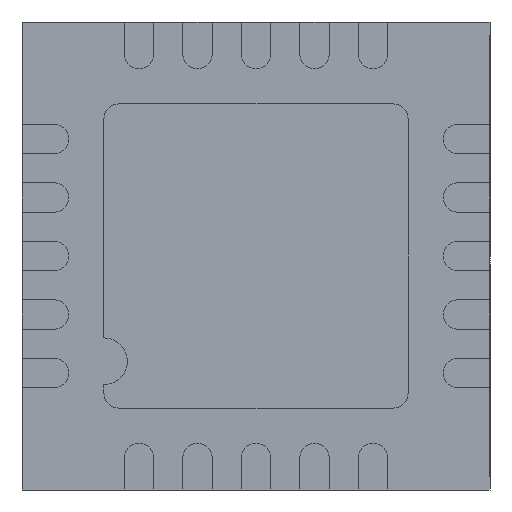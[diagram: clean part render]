
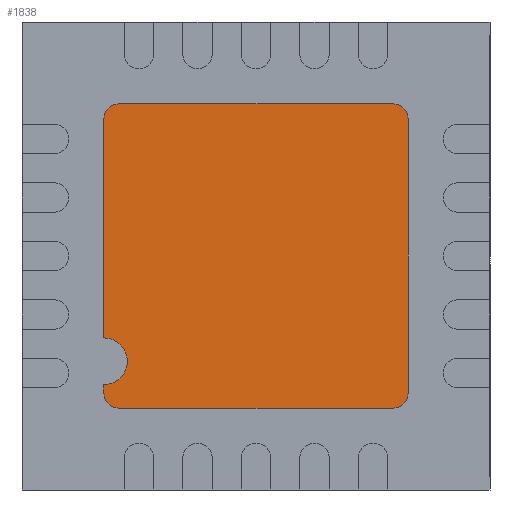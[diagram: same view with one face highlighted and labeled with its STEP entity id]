
A CAD part, front view. The second image highlights one B-rep face of the part: STEP entity #1838.
In plain terms, the highlighted planar face has unit normal (0, -1, 0).
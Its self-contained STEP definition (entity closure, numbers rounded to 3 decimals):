
#62 = ORIENTED_EDGE ( 'NONE', *, *, #5817, .T. ) ;
#276 = CARTESIAN_POINT ( 'NONE',  ( -1.175, 0., 1.3 ) ) ;
#311 = AXIS2_PLACEMENT_3D ( 'NONE', #867, #4427, #6746 ) ;
#322 = EDGE_CURVE ( 'NONE', #1046, #1350, #4871, .T. ) ;
#349 = CARTESIAN_POINT ( 'NONE',  ( -1.175, 0., 1.175 ) ) ;
#381 = CIRCLE ( 'NONE', #4564, 0.125 ) ;
#530 = CARTESIAN_POINT ( 'NONE',  ( -1.175, 0., -1.3 ) ) ;
#546 = ORIENTED_EDGE ( 'NONE', *, *, #7453, .T. ) ;
#562 = DIRECTION ( 'NONE',  ( 1., 0., 0. ) ) ;
#643 = EDGE_CURVE ( 'NONE', #5506, #5535, #6934, .T. ) ;
#650 = DIRECTION ( 'NONE',  ( 0., 0., -1. ) ) ;
#673 = AXIS2_PLACEMENT_3D ( 'NONE', #1167, #5161, #7474 ) ;
#837 = DIRECTION ( 'NONE',  ( 0., -1., 0. ) ) ;
#867 = CARTESIAN_POINT ( 'NONE',  ( -1.175, 0., -1.175 ) ) ;
#870 = EDGE_CURVE ( 'NONE', #4929, #5506, #1147, .T. ) ;
#873 = DIRECTION ( 'NONE',  ( 0., -1., 0. ) ) ;
#919 = LINE ( 'NONE', #7100, #7417 ) ;
#992 = PLANE ( 'NONE',  #3437 ) ;
#1046 = VERTEX_POINT ( 'NONE', #2733 ) ;
#1054 = VECTOR ( 'NONE', #4069, 1000. ) ;
#1101 = VECTOR ( 'NONE', #7389, 1000. ) ;
#1147 = CIRCLE ( 'NONE', #311, 0.125 ) ;
#1167 = CARTESIAN_POINT ( 'NONE',  ( 1.175, 0., -1.175 ) ) ;
#1350 = VERTEX_POINT ( 'NONE', #6138 ) ;
#1400 = VERTEX_POINT ( 'NONE', #3785 ) ;
#1430 = CARTESIAN_POINT ( 'NONE',  ( 1.175, 0., 1.3 ) ) ;
#1551 = CIRCLE ( 'NONE', #3821, 0.2 ) ;
#1767 = CARTESIAN_POINT ( 'NONE',  ( 1.175, 0., -1.3 ) ) ;
#1838 = ADVANCED_FACE ( 'NONE', ( #3281 ), #992, .T. ) ;
#1887 = DIRECTION ( 'NONE',  ( 0., 0., -1. ) ) ;
#1942 = EDGE_CURVE ( 'NONE', #5535, #3524, #3917, .T. ) ;
#2257 = DIRECTION ( 'NONE',  ( 0., 0., -1. ) ) ;
#2601 = EDGE_CURVE ( 'NONE', #2685, #4929, #4110, .T. ) ;
#2685 = VERTEX_POINT ( 'NONE', #3739 ) ;
#2705 = VECTOR ( 'NONE', #562, 1000. ) ;
#2709 = CARTESIAN_POINT ( 'NONE',  ( 1.175, 0., 1.175 ) ) ;
#2733 = CARTESIAN_POINT ( 'NONE',  ( 1.3, 0., 1.175 ) ) ;
#2840 = LINE ( 'NONE', #5217, #1101 ) ;
#2916 = ORIENTED_EDGE ( 'NONE', *, *, #2601, .T. ) ;
#2923 = VECTOR ( 'NONE', #7200, 1000. ) ;
#3034 = EDGE_CURVE ( 'NONE', #7165, #2685, #1551, .T. ) ;
#3059 = AXIS2_PLACEMENT_3D ( 'NONE', #5853, #837, #1887 ) ;
#3240 = ORIENTED_EDGE ( 'NONE', *, *, #4423, .T. ) ;
#3281 = FACE_OUTER_BOUND ( 'NONE', #5335, .T. ) ;
#3437 = AXIS2_PLACEMENT_3D ( 'NONE', #2709, #3459, #2257 ) ;
#3459 = DIRECTION ( 'NONE',  ( 0., -1., 0. ) ) ;
#3524 = VERTEX_POINT ( 'NONE', #4965 ) ;
#3565 = CARTESIAN_POINT ( 'NONE',  ( -1.3, 0., -0.7 ) ) ;
#3626 = EDGE_CURVE ( 'NONE', #1350, #4413, #7235, .T. ) ;
#3739 = CARTESIAN_POINT ( 'NONE',  ( -1.3, 0., -1.1 ) ) ;
#3785 = CARTESIAN_POINT ( 'NONE',  ( -1.3, 0., 1.175 ) ) ;
#3821 = AXIS2_PLACEMENT_3D ( 'NONE', #6460, #5823, #650 ) ;
#3917 = CIRCLE ( 'NONE', #673, 0.125 ) ;
#4069 = DIRECTION ( 'NONE',  ( 0., 0., -1. ) ) ;
#4110 = LINE ( 'NONE', #5796, #1054 ) ;
#4224 = ORIENTED_EDGE ( 'NONE', *, *, #1942, .T. ) ;
#4286 = DIRECTION ( 'NONE',  ( 0., 0., -1. ) ) ;
#4413 = VERTEX_POINT ( 'NONE', #276 ) ;
#4423 = EDGE_CURVE ( 'NONE', #3524, #1046, #919, .T. ) ;
#4427 = DIRECTION ( 'NONE',  ( 0., -1., 0. ) ) ;
#4548 = ORIENTED_EDGE ( 'NONE', *, *, #3626, .T. ) ;
#4564 = AXIS2_PLACEMENT_3D ( 'NONE', #349, #873, #4286 ) ;
#4662 = ORIENTED_EDGE ( 'NONE', *, *, #322, .T. ) ;
#4871 = CIRCLE ( 'NONE', #3059, 0.125 ) ;
#4929 = VERTEX_POINT ( 'NONE', #6958 ) ;
#4965 = CARTESIAN_POINT ( 'NONE',  ( 1.3, 0., -1.175 ) ) ;
#5085 = ORIENTED_EDGE ( 'NONE', *, *, #870, .T. ) ;
#5161 = DIRECTION ( 'NONE',  ( 0., -1., 0. ) ) ;
#5217 = CARTESIAN_POINT ( 'NONE',  ( -1.3, 0., -0.7 ) ) ;
#5335 = EDGE_LOOP ( 'NONE', ( #4662, #4548, #62, #546, #5912, #2916, #5085, #7126, #4224, #3240 ) ) ;
#5506 = VERTEX_POINT ( 'NONE', #530 ) ;
#5520 = DIRECTION ( 'NONE',  ( 0., 0., 1. ) ) ;
#5535 = VERTEX_POINT ( 'NONE', #7405 ) ;
#5796 = CARTESIAN_POINT ( 'NONE',  ( -1.3, 0., -1.175 ) ) ;
#5817 = EDGE_CURVE ( 'NONE', #4413, #1400, #381, .T. ) ;
#5823 = DIRECTION ( 'NONE',  ( 0., 1., 0. ) ) ;
#5853 = CARTESIAN_POINT ( 'NONE',  ( 1.175, 0., 1.175 ) ) ;
#5912 = ORIENTED_EDGE ( 'NONE', *, *, #3034, .T. ) ;
#6138 = CARTESIAN_POINT ( 'NONE',  ( 1.175, 0., 1.3 ) ) ;
#6460 = CARTESIAN_POINT ( 'NONE',  ( -1.3, 0., -0.9 ) ) ;
#6746 = DIRECTION ( 'NONE',  ( 0., 0., 1. ) ) ;
#6934 = LINE ( 'NONE', #1767, #2705 ) ;
#6958 = CARTESIAN_POINT ( 'NONE',  ( -1.3, 0., -1.175 ) ) ;
#7100 = CARTESIAN_POINT ( 'NONE',  ( 1.3, 0., -1.175 ) ) ;
#7126 = ORIENTED_EDGE ( 'NONE', *, *, #643, .T. ) ;
#7165 = VERTEX_POINT ( 'NONE', #3565 ) ;
#7200 = DIRECTION ( 'NONE',  ( -1., 0., 0. ) ) ;
#7235 = LINE ( 'NONE', #1430, #2923 ) ;
#7389 = DIRECTION ( 'NONE',  ( 0., 0., -1. ) ) ;
#7405 = CARTESIAN_POINT ( 'NONE',  ( 1.175, 0., -1.3 ) ) ;
#7417 = VECTOR ( 'NONE', #5520, 1000. ) ;
#7453 = EDGE_CURVE ( 'NONE', #1400, #7165, #2840, .T. ) ;
#7474 = DIRECTION ( 'NONE',  ( 0., 0., -1. ) ) ;
